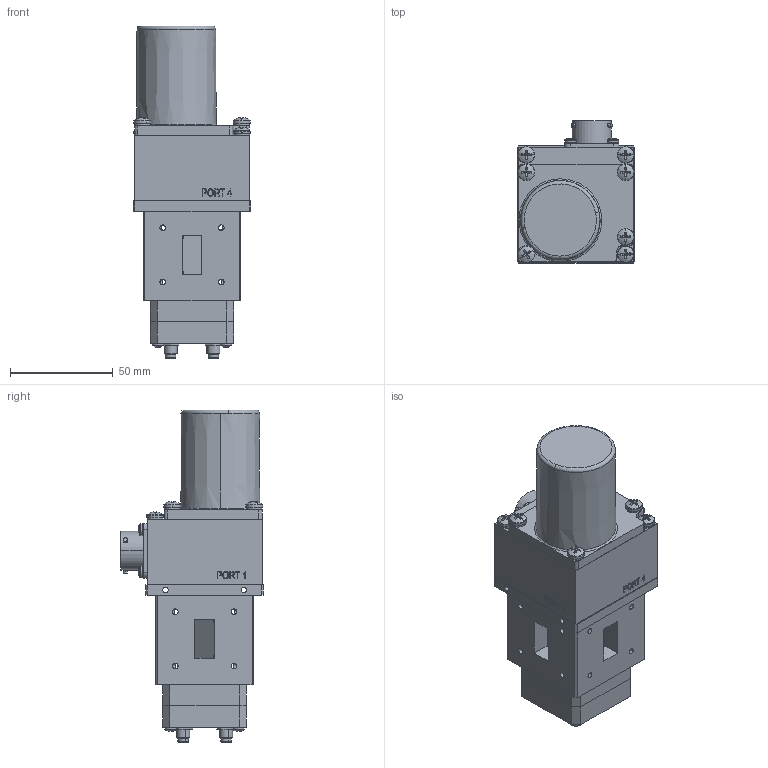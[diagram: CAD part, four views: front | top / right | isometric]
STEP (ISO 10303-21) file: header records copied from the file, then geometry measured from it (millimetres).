
FILE_DESCRIPTION (( 'STEP AP203' ), '1' );
FILE_NAME ('75SAPS.STEP', '2012-12-06T15:10:01', ( '' ), ( '' ), 'SwSTEP 2.0', 'SolidWorks 2012', '' );
FILE_SCHEMA (( 'CONFIG_CONTROL_DESIGN' ));
Length unit declared in the file: inch
Products named in the file (1): 75SAPS
Bounding box: 57.15 x 69.44 x 161.52 mm (x, y, z)
Surface area: 51003 mm2 (no closed solid volume)
Topology: 0 solids, 53 shells, 818 faces, 2826 edges, 2020 vertices
Faces by surface type: plane 420, cylinder 207, bspline 85, cone 42, sphere 32, torus 32
Entity records: 39847 total; most frequent: CARTESIAN_POINT 16497, DIRECTION 4620, ORIENTED_EDGE 4374, EDGE_CURVE 2826, VERTEX_POINT 2020, AXIS2_PLACEMENT_3D 1644, LINE 1332, VECTOR 1332
